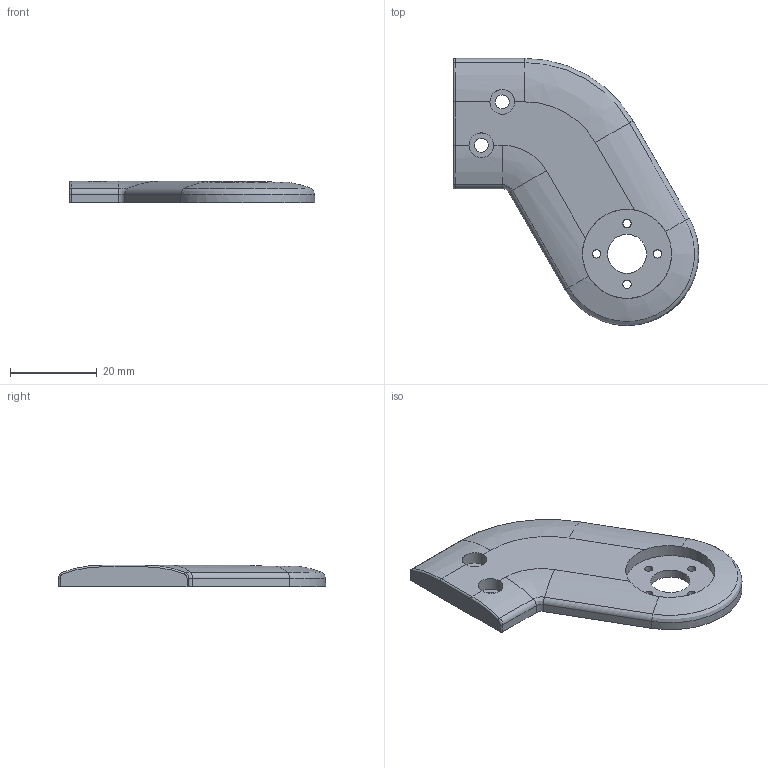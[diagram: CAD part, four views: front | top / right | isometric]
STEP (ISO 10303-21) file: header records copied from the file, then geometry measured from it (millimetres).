
FILE_DESCRIPTION(/* description */ (''),/* implementation_level */ '2;1');
FILE_NAME(/* name */ 'Limb_Servohorn_Mount_long_v5.step',/* time_stamp */ '2020-11-21T12:51:49+01:00',/* author */ (''),/* organization */ (''),/* preprocessor_version */ 'ST-DEVELOPER v18.1',/* originating_system */ 'Autodesk Translation Framework v9.3.0.1241',/* authorisation */ '');
FILE_SCHEMA (('AUTOMOTIVE_DESIGN { 1 0 10303 214 3 1 1 }'));
Length unit declared in the file: millimetre
Products named in the file (1): Limb_Servohorn_Mount_long_v5_2
Bounding box: 56.5 x 61.5 x 5 mm (x, y, z)
Volume: 8671.7 mm3; surface area: 5283.9 mm2
Topology: 1 solids, 1 shells, 44 faces, 106 edges, 64 vertices
Faces by surface type: cylinder 24, plane 10, bspline 5, torus 5
Full cylindrical faces by diameter (mm): 1.9 x4, 3.2 x2, 5.7 x2, 9 x1, 20.5 x1
Entity records: 1773 total; most frequent: CARTESIAN_POINT 663, DIRECTION 239, ORIENTED_EDGE 212, EDGE_CURVE 106, AXIS2_PLACEMENT_3D 99, VERTEX_POINT 64, EDGE_LOOP 58, CIRCLE 56
